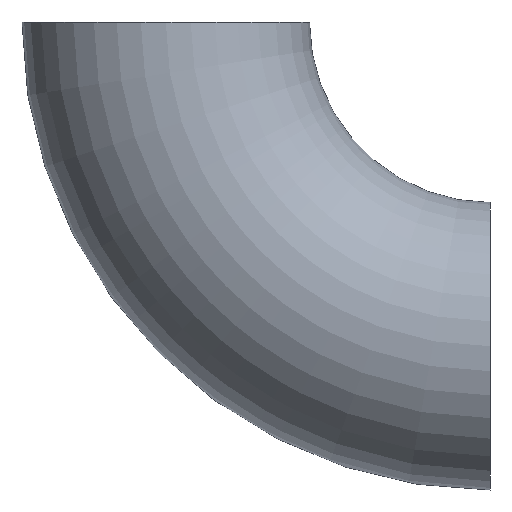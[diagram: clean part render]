
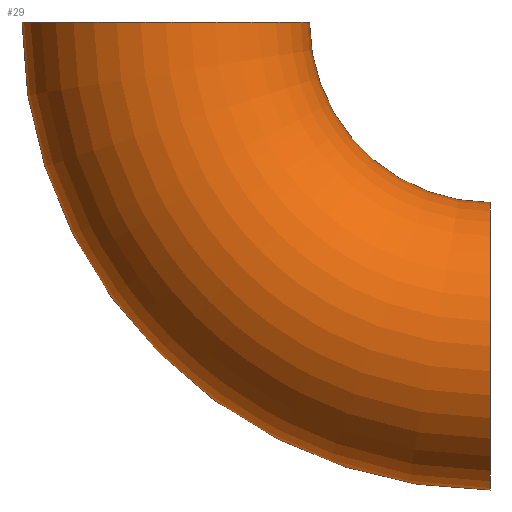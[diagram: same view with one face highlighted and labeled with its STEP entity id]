
A CAD part, left-side view. The second image highlights one B-rep face of the part: STEP entity #29.
In plain terms, the highlighted toroidal (fillet/blend) face has major radius 38 mm and minor radius 16.85 mm.
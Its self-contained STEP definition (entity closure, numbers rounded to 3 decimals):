
#29 = ADVANCED_FACE ( 'NONE', ( #7587 ), #9286, .T. ) ;
#82 = DIRECTION ( 'NONE',  ( -1., 0., 0. ) ) ;
#119 = CARTESIAN_POINT ( 'NONE',  ( 0., 21.15, 0. ) ) ;
#702 = DIRECTION ( 'NONE',  ( 0., 0., 1. ) ) ;
#898 = CARTESIAN_POINT ( 'NONE',  ( 0., 0., 0. ) ) ;
#929 = CIRCLE ( 'NONE', #5078, 16.85 ) ;
#1118 = VERTEX_POINT ( 'NONE', #119 ) ;
#1155 = AXIS2_PLACEMENT_3D ( 'NONE', #898, #82, #4402 ) ;
#1335 = DIRECTION ( 'NONE',  ( -1., 0., 0. ) ) ;
#2077 = DIRECTION ( 'NONE',  ( 0., 0., 1. ) ) ;
#2221 = CARTESIAN_POINT ( 'NONE',  ( 0., 0., 0. ) ) ;
#2948 = ORIENTED_EDGE ( 'NONE', *, *, #6231, .F. ) ;
#3259 = DIRECTION ( 'NONE',  ( 0., 0., 1. ) ) ;
#3696 = CIRCLE ( 'NONE', #1155, 21.15 ) ;
#3859 = EDGE_CURVE ( 'NONE', #7324, #8461, #929, .T. ) ;
#4195 = CARTESIAN_POINT ( 'NONE',  ( 0., 0., 0. ) ) ;
#4232 = ORIENTED_EDGE ( 'NONE', *, *, #3859, .T. ) ;
#4402 = DIRECTION ( 'NONE',  ( 0., 0., 1. ) ) ;
#4828 = EDGE_CURVE ( 'NONE', #1118, #8461, #3696, .T. ) ;
#5077 = EDGE_LOOP ( 'NONE', ( #2948, #11215, #4232, #7125 ) ) ;
#5078 = AXIS2_PLACEMENT_3D ( 'NONE', #7714, #8489, #3259 ) ;
#5605 = CARTESIAN_POINT ( 'NONE',  ( 0., 38., 0. ) ) ;
#5643 = DIRECTION ( 'NONE',  ( 0., -1., 0. ) ) ;
#5869 = EDGE_CURVE ( 'NONE', #10859, #7324, #10474, .T. ) ;
#5895 = AXIS2_PLACEMENT_3D ( 'NONE', #2221, #1335, #7352 ) ;
#6198 = CARTESIAN_POINT ( 'NONE',  ( 0., 54.85, 0. ) ) ;
#6231 = EDGE_CURVE ( 'NONE', #10859, #1118, #10894, .T. ) ;
#7125 = ORIENTED_EDGE ( 'NONE', *, *, #4828, .F. ) ;
#7324 = VERTEX_POINT ( 'NONE', #10648 ) ;
#7352 = DIRECTION ( 'NONE',  ( 0., 0., 1. ) ) ;
#7587 = FACE_OUTER_BOUND ( 'NONE', #5077, .T. ) ;
#7714 = CARTESIAN_POINT ( 'NONE',  ( 0., 0., -38. ) ) ;
#8461 = VERTEX_POINT ( 'NONE', #10250 ) ;
#8489 = DIRECTION ( 'NONE',  ( 0., 1., 0. ) ) ;
#9286 = TOROIDAL_SURFACE ( 'NONE', #5895, 38., 16.85 ) ;
#10221 = AXIS2_PLACEMENT_3D ( 'NONE', #5605, #2077, #5643 ) ;
#10250 = CARTESIAN_POINT ( 'NONE',  ( 0., 0., -21.15 ) ) ;
#10474 = CIRCLE ( 'NONE', #11403, 54.85 ) ;
#10648 = CARTESIAN_POINT ( 'NONE',  ( 0., 0., -54.85 ) ) ;
#10859 = VERTEX_POINT ( 'NONE', #6198 ) ;
#10894 = CIRCLE ( 'NONE', #10221, 16.85 ) ;
#11215 = ORIENTED_EDGE ( 'NONE', *, *, #5869, .T. ) ;
#11351 = DIRECTION ( 'NONE',  ( -1., 0., 0. ) ) ;
#11403 = AXIS2_PLACEMENT_3D ( 'NONE', #4195, #11351, #702 ) ;
